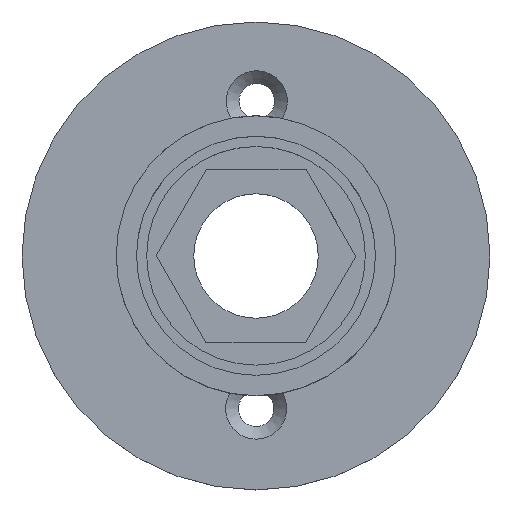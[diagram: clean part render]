
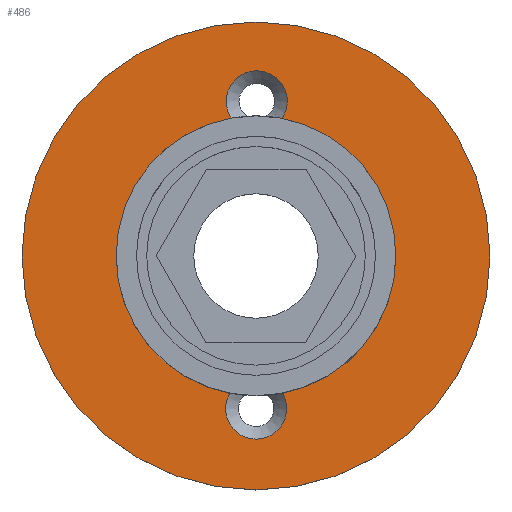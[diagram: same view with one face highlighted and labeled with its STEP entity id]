
A CAD part, top view. The second image highlights one B-rep face of the part: STEP entity #486.
In plain terms, the highlighted planar face has unit normal (0, 0, 1).
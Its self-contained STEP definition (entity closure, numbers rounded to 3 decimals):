
#15=FACE_BOUND('',#153,.T.);
#103=PLANE('',#546);
#122=FACE_OUTER_BOUND('',#152,.T.);
#152=EDGE_LOOP('',(#362));
#153=EDGE_LOOP('',(#363,#364,#365,#366,#367,#368,#369));
#190=CIRCLE('',#535,3.);
#192=CIRCLE('',#537,3.);
#196=CIRCLE('',#543,3.);
#198=CIRCLE('',#545,3.);
#199=CIRCLE('',#547,23.);
#200=CIRCLE('',#548,13.75);
#201=CIRCLE('',#549,13.75);
#202=CIRCLE('',#550,13.75);
#228=VERTEX_POINT('',#803);
#229=VERTEX_POINT('',#805);
#230=VERTEX_POINT('',#807);
#234=VERTEX_POINT('',#819);
#235=VERTEX_POINT('',#821);
#236=VERTEX_POINT('',#823);
#237=VERTEX_POINT('',#827);
#238=VERTEX_POINT('',#829);
#275=EDGE_CURVE('',#228,#229,#190,.T.);
#277=EDGE_CURVE('',#230,#228,#192,.T.);
#283=EDGE_CURVE('',#234,#235,#196,.T.);
#285=EDGE_CURVE('',#236,#234,#198,.T.);
#286=EDGE_CURVE('',#237,#237,#199,.T.);
#287=EDGE_CURVE('',#230,#238,#200,.T.);
#288=EDGE_CURVE('',#238,#235,#201,.T.);
#289=EDGE_CURVE('',#236,#229,#202,.T.);
#362=ORIENTED_EDGE('',*,*,#286,.T.);
#363=ORIENTED_EDGE('',*,*,#277,.F.);
#364=ORIENTED_EDGE('',*,*,#287,.T.);
#365=ORIENTED_EDGE('',*,*,#288,.T.);
#366=ORIENTED_EDGE('',*,*,#283,.F.);
#367=ORIENTED_EDGE('',*,*,#285,.F.);
#368=ORIENTED_EDGE('',*,*,#289,.T.);
#369=ORIENTED_EDGE('',*,*,#275,.F.);
#486=ADVANCED_FACE('',(#122,#15),#103,.T.);
#535=AXIS2_PLACEMENT_3D('',#806,#612,#613);
#537=AXIS2_PLACEMENT_3D('',#809,#616,#617);
#543=AXIS2_PLACEMENT_3D('',#822,#630,#631);
#545=AXIS2_PLACEMENT_3D('',#825,#634,#635);
#546=AXIS2_PLACEMENT_3D('',#826,#636,#637);
#547=AXIS2_PLACEMENT_3D('',#828,#638,#639);
#548=AXIS2_PLACEMENT_3D('',#830,#640,#641);
#549=AXIS2_PLACEMENT_3D('',#831,#642,#643);
#550=AXIS2_PLACEMENT_3D('',#832,#644,#645);
#612=DIRECTION('center_axis',(0.,0.,1.));
#613=DIRECTION('ref_axis',(-1.,0.,0.));
#616=DIRECTION('center_axis',(0.,0.,1.));
#617=DIRECTION('ref_axis',(-1.,0.,0.));
#630=DIRECTION('center_axis',(0.,0.,1.));
#631=DIRECTION('ref_axis',(1.,0.,0.));
#634=DIRECTION('center_axis',(0.,0.,1.));
#635=DIRECTION('ref_axis',(1.,0.,0.));
#636=DIRECTION('center_axis',(0.,0.,1.));
#637=DIRECTION('ref_axis',(1.,0.,0.));
#638=DIRECTION('center_axis',(0.,0.,1.));
#639=DIRECTION('ref_axis',(1.,0.,0.));
#640=DIRECTION('center_axis',(0.,0.,-1.));
#641=DIRECTION('ref_axis',(1.,0.,0.));
#642=DIRECTION('center_axis',(0.,0.,-1.));
#643=DIRECTION('ref_axis',(1.,0.,0.));
#644=DIRECTION('center_axis',(0.,0.,-1.));
#645=DIRECTION('ref_axis',(1.,0.,0.));
#803=CARTESIAN_POINT('',(3.013,-15.002,2.));
#805=CARTESIAN_POINT('',(2.61,-13.5,2.));
#806=CARTESIAN_POINT('Origin',(0.013,-15.002,2.));
#807=CARTESIAN_POINT('',(-2.586,-13.505,2.));
#809=CARTESIAN_POINT('Origin',(0.013,-15.002,2.));
#819=CARTESIAN_POINT('',(-2.925,15.203,2.));
#821=CARTESIAN_POINT('',(-2.419,13.536,2.));
#822=CARTESIAN_POINT('Origin',(0.075,15.203,2.));
#823=CARTESIAN_POINT('',(2.553,13.511,2.));
#825=CARTESIAN_POINT('Origin',(0.075,15.203,2.));
#826=CARTESIAN_POINT('Origin',(0.,0.,2.));
#827=CARTESIAN_POINT('',(-23.,0.,2.));
#828=CARTESIAN_POINT('Origin',(0.,0.,2.));
#829=CARTESIAN_POINT('',(-13.75,0.,2.));
#830=CARTESIAN_POINT('Origin',(0.,0.,2.));
#831=CARTESIAN_POINT('Origin',(0.,0.,2.));
#832=CARTESIAN_POINT('Origin',(0.,0.,2.));
